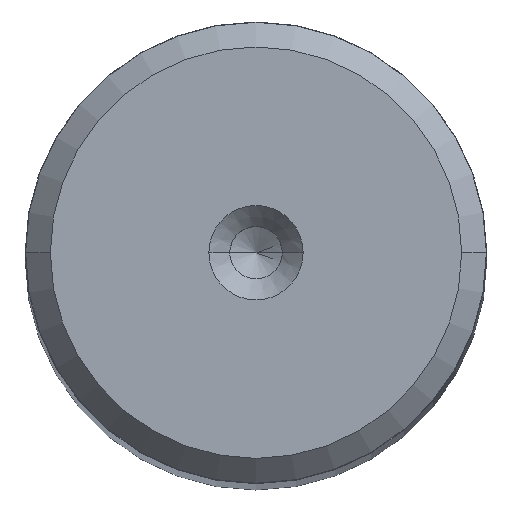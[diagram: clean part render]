
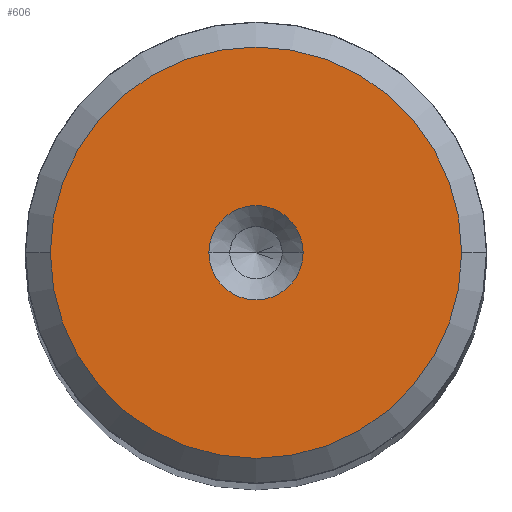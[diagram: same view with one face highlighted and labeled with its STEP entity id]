
A CAD part, top view. The second image highlights one B-rep face of the part: STEP entity #606.
In plain terms, the highlighted planar face has unit normal (0, 0, 1).
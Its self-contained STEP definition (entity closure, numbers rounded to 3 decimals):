
#45 = ORIENTED_EDGE ( 'NONE', *, *, #608, .T. ) ;
#94 = CARTESIAN_POINT ( 'NONE',  ( 2.25, 0., 180. ) ) ;
#145 = EDGE_LOOP ( 'NONE', ( #45, #2516 ) ) ;
#288 = CIRCLE ( 'NONE', #2369, 9.809 ) ;
#329 = DIRECTION ( 'NONE',  ( 0., 0., 1. ) ) ;
#448 = VERTEX_POINT ( 'NONE', #1955 ) ;
#458 = CIRCLE ( 'NONE', #2538, 2.25 ) ;
#549 = DIRECTION ( 'NONE',  ( 1., 0., 0. ) ) ;
#604 = DIRECTION ( 'NONE',  ( 1., 0., 0. ) ) ;
#606 = ADVANCED_FACE ( 'NONE', ( #1016, #1666 ), #623, .T. ) ;
#608 = EDGE_CURVE ( 'NONE', #613, #448, #1261, .T. ) ;
#613 = VERTEX_POINT ( 'NONE', #1233 ) ;
#623 = PLANE ( 'NONE',  #915 ) ;
#769 = CARTESIAN_POINT ( 'NONE',  ( 0., 0., 180. ) ) ;
#874 = DIRECTION ( 'NONE',  ( 0., 0., 1. ) ) ;
#915 = AXIS2_PLACEMENT_3D ( 'NONE', #769, #329, #1460 ) ;
#1012 = CARTESIAN_POINT ( 'NONE',  ( 0., 0., 180. ) ) ;
#1016 = FACE_BOUND ( 'NONE', #2182, .T. ) ;
#1059 = AXIS2_PLACEMENT_3D ( 'NONE', #1012, #1676, #2318 ) ;
#1093 = AXIS2_PLACEMENT_3D ( 'NONE', #1958, #874, #604 ) ;
#1097 = EDGE_CURVE ( 'NONE', #2526, #2455, #2745, .T. ) ;
#1187 = DIRECTION ( 'NONE',  ( 0., 0., 1. ) ) ;
#1233 = CARTESIAN_POINT ( 'NONE',  ( -9.809, 0., 180. ) ) ;
#1254 = ORIENTED_EDGE ( 'NONE', *, *, #1097, .F. ) ;
#1261 = CIRCLE ( 'NONE', #1059, 9.809 ) ;
#1327 = DIRECTION ( 'NONE',  ( 1., 0., 0. ) ) ;
#1460 = DIRECTION ( 'NONE',  ( 1., 0., 0. ) ) ;
#1516 = ORIENTED_EDGE ( 'NONE', *, *, #2056, .F. ) ;
#1666 = FACE_OUTER_BOUND ( 'NONE', #145, .T. ) ;
#1676 = DIRECTION ( 'NONE',  ( 0., 0., 1. ) ) ;
#1747 = CARTESIAN_POINT ( 'NONE',  ( 0., 0., 180. ) ) ;
#1955 = CARTESIAN_POINT ( 'NONE',  ( 9.809, 0., 180. ) ) ;
#1958 = CARTESIAN_POINT ( 'NONE',  ( 0., 0., 180. ) ) ;
#2056 = EDGE_CURVE ( 'NONE', #2455, #2526, #458, .T. ) ;
#2182 = EDGE_LOOP ( 'NONE', ( #1254, #1516 ) ) ;
#2283 = CARTESIAN_POINT ( 'NONE',  ( -2.25, 0., 180. ) ) ;
#2318 = DIRECTION ( 'NONE',  ( 1., 0., 0. ) ) ;
#2332 = EDGE_CURVE ( 'NONE', #448, #613, #288, .T. ) ;
#2369 = AXIS2_PLACEMENT_3D ( 'NONE', #2731, #1187, #549 ) ;
#2401 = DIRECTION ( 'NONE',  ( 0., 0., 1. ) ) ;
#2455 = VERTEX_POINT ( 'NONE', #2283 ) ;
#2516 = ORIENTED_EDGE ( 'NONE', *, *, #2332, .T. ) ;
#2526 = VERTEX_POINT ( 'NONE', #94 ) ;
#2538 = AXIS2_PLACEMENT_3D ( 'NONE', #1747, #2401, #1327 ) ;
#2731 = CARTESIAN_POINT ( 'NONE',  ( 0., 0., 180. ) ) ;
#2745 = CIRCLE ( 'NONE', #1093, 2.25 ) ;
